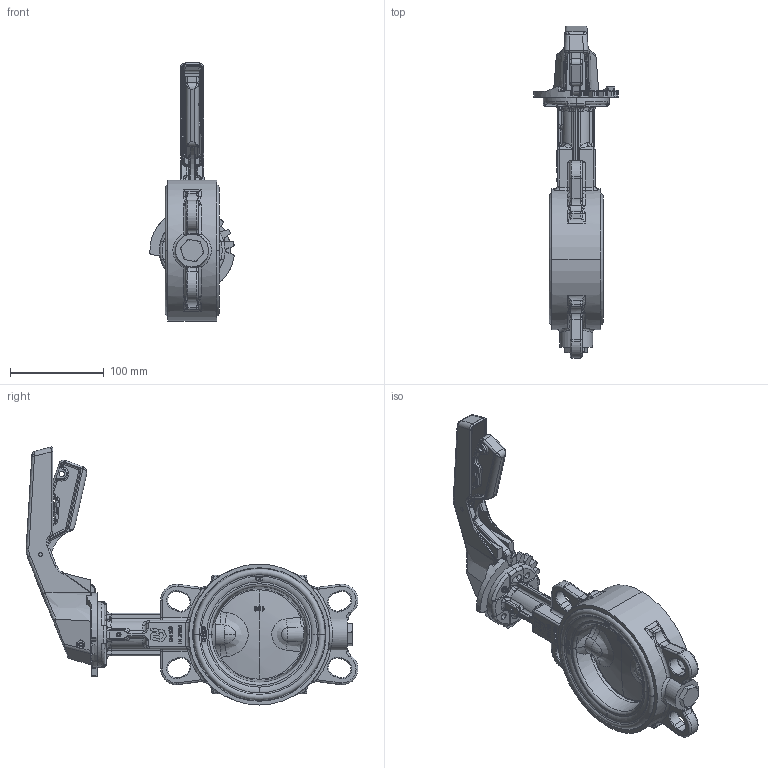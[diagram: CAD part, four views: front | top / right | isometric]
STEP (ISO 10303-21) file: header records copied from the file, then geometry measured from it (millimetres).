
FILE_DESCRIPTION (( 'STEP AP203' ), '1' );
FILE_NAME ('AK01_DN100.STEP', '2022-10-17T13:51:16', ( '' ), ( '' ), 'SwSTEP 2.0', 'SolidWorks 2021', '' );
FILE_SCHEMA (( 'CONFIG_CONTROL_DESIGN' ));
Length unit declared in the file: metre
Products named in the file (12): 01AM4 ABO_9; 01AM4 ABO_3; 01AM4 ABO; 01AM4 ABO_2; 01AM4 ABO_7; 01AM4 ABO_4; 01AM4 ABO_6; AK01_DN100; 01AM4 ABO_8; AK01_DN100_OH; 01AM4 ABO_5; Handhebel_DN32 bis DN100
Assembly tree (11 placements, depth 3):
  AK01_DN100
    AK01_DN100_OH
    Handhebel_DN32 bis DN100
      01AM4 ABO_4
      01AM4 ABO_7
      01AM4 ABO_6
      01AM4 ABO_8
      01AM4 ABO
      01AM4 ABO_5
      01AM4 ABO_9
      01AM4 ABO_2
      01AM4 ABO_3
Bounding box: 89.54 x 353.05 x 274.55 mm (x, y, z)
Volume: 946342.6 mm3; surface area: 193709.6 mm2
Topology: 10 solids, 13 shells, 2528 faces, 6439 edges, 3968 vertices
Faces by surface type: plane 809, cylinder 664, bspline 648, torus 291, cone 84, sphere 32
Entity records: 116837 total; most frequent: CARTESIAN_POINT 59560, ORIENTED_EDGE 12718, DIRECTION 10257, EDGE_CURVE 6359, VERTEX_POINT 3959, AXIS2_PLACEMENT_3D 3761, VECTOR 2735, LINE 2735
